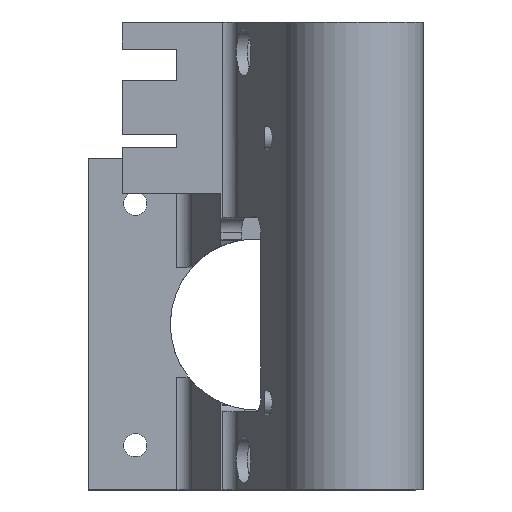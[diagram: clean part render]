
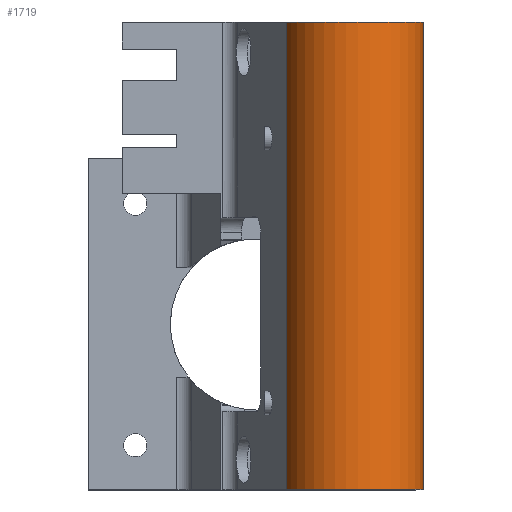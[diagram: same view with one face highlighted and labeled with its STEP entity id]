
A CAD part, top view. The second image highlights one B-rep face of the part: STEP entity #1719.
In plain terms, the highlighted cylindrical face has radius 9 mm (diameter 18 mm), a partial arc.
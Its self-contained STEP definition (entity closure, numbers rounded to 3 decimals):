
#67=CIRCLE('',#1881,9.);
#72=CIRCLE('',#1898,9.);
#188=LINE('',#3047,#325);
#217=LINE('',#3127,#354);
#325=VECTOR('',#2271,10.);
#354=VECTOR('',#2360,10.);
#541=FACE_OUTER_BOUND('',#659,.T.);
#659=EDGE_LOOP('',(#1542,#1543,#1544,#1545));
#846=VERTEX_POINT('',#3044);
#847=VERTEX_POINT('',#3046);
#857=VERTEX_POINT('',#3080);
#868=VERTEX_POINT('',#3125);
#1067=EDGE_CURVE('',#847,#846,#188,.T.);
#1085=EDGE_CURVE('',#847,#857,#67,.T.);
#1107=EDGE_CURVE('',#868,#846,#72,.T.);
#1108=EDGE_CURVE('',#857,#868,#217,.T.);
#1542=ORIENTED_EDGE('',*,*,#1085,.F.);
#1543=ORIENTED_EDGE('',*,*,#1067,.T.);
#1544=ORIENTED_EDGE('',*,*,#1107,.F.);
#1545=ORIENTED_EDGE('',*,*,#1108,.F.);
#1638=CYLINDRICAL_SURFACE('',#1897,9.);
#1719=ADVANCED_FACE('',(#541),#1638,.T.);
#1881=AXIS2_PLACEMENT_3D('',#3081,#2307,#2308);
#1897=AXIS2_PLACEMENT_3D('',#3124,#2356,#2357);
#1898=AXIS2_PLACEMENT_3D('',#3126,#2358,#2359);
#2271=DIRECTION('',(0.,-1.,0.));
#2307=DIRECTION('center_axis',(0.,1.,0.));
#2308=DIRECTION('ref_axis',(-0.955,0.,0.296));
#2356=DIRECTION('center_axis',(0.,-1.,0.));
#2357=DIRECTION('ref_axis',(-0.955,0.,0.296));
#2358=DIRECTION('center_axis',(0.,-1.,0.));
#2359=DIRECTION('ref_axis',(-0.955,0.,0.296));
#2360=DIRECTION('',(0.,-1.,0.));
#3044=CARTESIAN_POINT('',(-8.597,-60.,2.664));
#3046=CARTESIAN_POINT('',(-8.597,0.,2.664));
#3047=CARTESIAN_POINT('',(-8.597,0.,2.664));
#3080=CARTESIAN_POINT('',(9.,0.,0.));
#3081=CARTESIAN_POINT('Origin',(0.,0.,0.));
#3124=CARTESIAN_POINT('Origin',(0.,0.,0.));
#3125=CARTESIAN_POINT('',(9.,-60.,0.));
#3126=CARTESIAN_POINT('Origin',(0.,-60.,0.));
#3127=CARTESIAN_POINT('',(9.,0.,0.));
